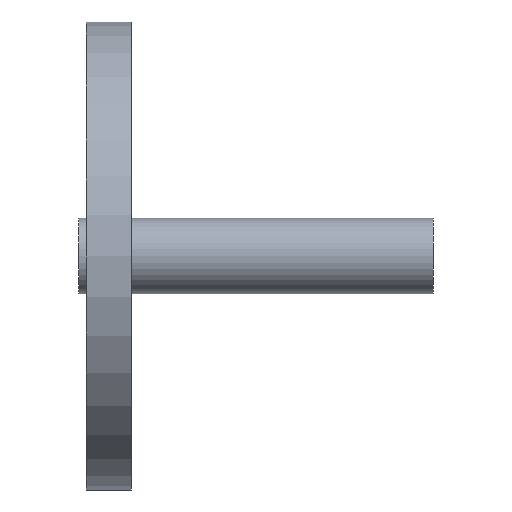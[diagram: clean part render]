
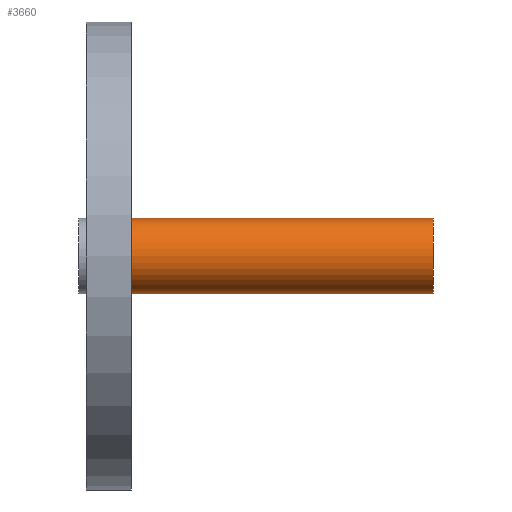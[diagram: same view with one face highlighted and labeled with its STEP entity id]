
A CAD part, front view. The second image highlights one B-rep face of the part: STEP entity #3660.
In plain terms, the highlighted cylindrical face has radius 2.5 mm (diameter 5 mm), a partial arc.
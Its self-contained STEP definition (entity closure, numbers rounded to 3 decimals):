
#534 = DIRECTION ( 'NONE',  ( 1., 0., 0. ) ) ;
#977 = VERTEX_POINT ( 'NONE', #10051 ) ;
#1068 = VECTOR ( 'NONE', #4121, 1000. ) ;
#1639 = ORIENTED_EDGE ( 'NONE', *, *, #14208, .T. ) ;
#1713 = CIRCLE ( 'NONE', #5760, 2.5 ) ;
#2952 = LINE ( 'NONE', #7780, #1068 ) ;
#3058 = DIRECTION ( 'NONE',  ( 0., 0., -1. ) ) ;
#3060 = ORIENTED_EDGE ( 'NONE', *, *, #10299, .F. ) ;
#3334 = EDGE_LOOP ( 'NONE', ( #3060, #15424, #1639, #15409 ) ) ;
#3660 = ADVANCED_FACE ( 'NONE', ( #15359 ), #11481, .T. ) ;
#4043 = CARTESIAN_POINT ( 'NONE',  ( 3., 0., -2.5 ) ) ;
#4074 = CIRCLE ( 'NONE', #5709, 2.5 ) ;
#4121 = DIRECTION ( 'NONE',  ( 1., 0., 0. ) ) ;
#4447 = CARTESIAN_POINT ( 'NONE',  ( 23., 0., 0. ) ) ;
#5422 = EDGE_CURVE ( 'NONE', #977, #13221, #1713, .T. ) ;
#5709 = AXIS2_PLACEMENT_3D ( 'NONE', #6543, #11181, #13512 ) ;
#5760 = AXIS2_PLACEMENT_3D ( 'NONE', #4447, #12673, #11490 ) ;
#5846 = CARTESIAN_POINT ( 'NONE',  ( 3., 0., 2.5 ) ) ;
#6543 = CARTESIAN_POINT ( 'NONE',  ( 3., 0., 0. ) ) ;
#6909 = VERTEX_POINT ( 'NONE', #4043 ) ;
#7479 = CARTESIAN_POINT ( 'NONE',  ( 23., 0., 2.5 ) ) ;
#7509 = VECTOR ( 'NONE', #534, 1000. ) ;
#7780 = CARTESIAN_POINT ( 'NONE',  ( -0.5, 0., 2.5 ) ) ;
#8256 = LINE ( 'NONE', #9252, #7509 ) ;
#8540 = DIRECTION ( 'NONE',  ( 1., 0., 0. ) ) ;
#9252 = CARTESIAN_POINT ( 'NONE',  ( -0.5, 0., -2.5 ) ) ;
#9911 = EDGE_CURVE ( 'NONE', #6909, #13915, #4074, .T. ) ;
#10051 = CARTESIAN_POINT ( 'NONE',  ( 23., 0., -2.5 ) ) ;
#10299 = EDGE_CURVE ( 'NONE', #13915, #13221, #2952, .T. ) ;
#11181 = DIRECTION ( 'NONE',  ( -1., 0., 0. ) ) ;
#11481 = CYLINDRICAL_SURFACE ( 'NONE', #12883, 2.5 ) ;
#11490 = DIRECTION ( 'NONE',  ( 0., 0., -1. ) ) ;
#12673 = DIRECTION ( 'NONE',  ( -1., 0., 0. ) ) ;
#12883 = AXIS2_PLACEMENT_3D ( 'NONE', #14555, #8540, #3058 ) ;
#13221 = VERTEX_POINT ( 'NONE', #7479 ) ;
#13512 = DIRECTION ( 'NONE',  ( 0., 0., -1. ) ) ;
#13915 = VERTEX_POINT ( 'NONE', #5846 ) ;
#14208 = EDGE_CURVE ( 'NONE', #6909, #977, #8256, .T. ) ;
#14555 = CARTESIAN_POINT ( 'NONE',  ( -0.5, 0., 0. ) ) ;
#15359 = FACE_OUTER_BOUND ( 'NONE', #3334, .T. ) ;
#15409 = ORIENTED_EDGE ( 'NONE', *, *, #5422, .T. ) ;
#15424 = ORIENTED_EDGE ( 'NONE', *, *, #9911, .F. ) ;
